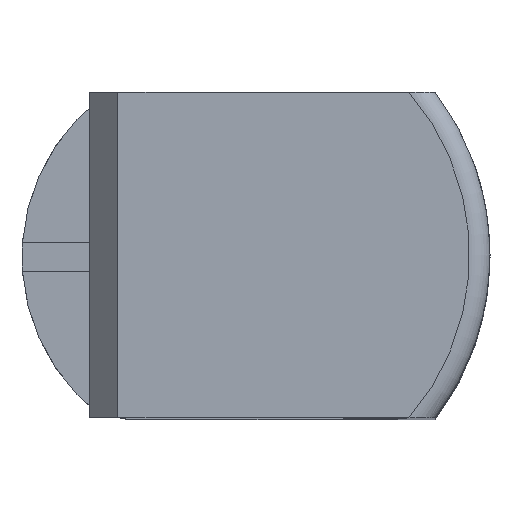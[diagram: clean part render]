
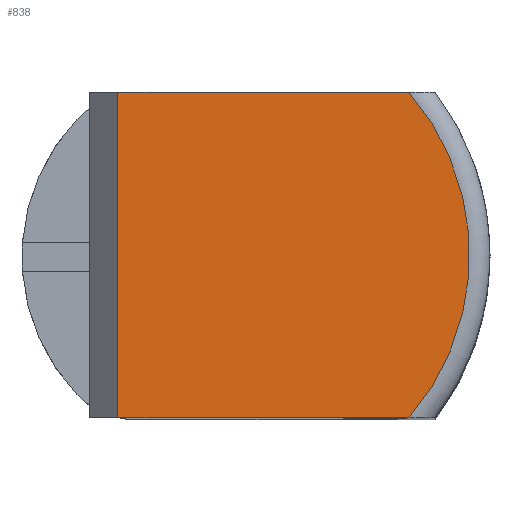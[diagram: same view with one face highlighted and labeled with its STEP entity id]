
A CAD part, top view. The second image highlights one B-rep face of the part: STEP entity #838.
In plain terms, the highlighted planar face has unit normal (0, 0, 1).
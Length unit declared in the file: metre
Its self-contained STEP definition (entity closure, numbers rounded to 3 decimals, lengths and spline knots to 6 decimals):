
#37=CIRCLE('',#896,0.0061);
#69=ORIENTED_EDGE('',*,*,#325,.T.);
#70=ORIENTED_EDGE('',*,*,#326,.T.);
#71=ORIENTED_EDGE('',*,*,#327,.F.);
#72=ORIENTED_EDGE('',*,*,#328,.T.);
#325=EDGE_CURVE('',#453,#454,#539,.T.);
#326=EDGE_CURVE('',#454,#455,#540,.T.);
#327=EDGE_CURVE('',#456,#455,#541,.T.);
#328=EDGE_CURVE('',#456,#453,#37,.T.);
#453=VERTEX_POINT('',#1216);
#454=VERTEX_POINT('',#1217);
#455=VERTEX_POINT('',#1219);
#456=VERTEX_POINT('',#1221);
#539=LINE('',#1215,#627);
#540=LINE('',#1218,#628);
#541=LINE('',#1220,#629);
#627=VECTOR('',#975,1.);
#628=VECTOR('',#976,1.);
#629=VECTOR('',#977,1.);
#715=EDGE_LOOP('',(#69,#70,#71,#72));
#763=FACE_BOUND('',#715,.T.);
#811=PLANE('',#895);
#838=ADVANCED_FACE('',(#763),#811,.T.);
#895=AXIS2_PLACEMENT_3D('',#1214,#973,#974);
#896=AXIS2_PLACEMENT_3D('',#1222,#978,#979);
#973=DIRECTION('',(0.,0.,1.));
#974=DIRECTION('',(0.,1.,0.));
#975=DIRECTION('',(-1.,0.,0.));
#976=DIRECTION('',(0.,-1.,0.));
#977=DIRECTION('',(-1.,0.,0.));
#978=DIRECTION('',(0.,0.,1.));
#979=DIRECTION('',(1.,0.,0.));
#1214=CARTESIAN_POINT('',(0.001513,0.00254,0.02851));
#1215=CARTESIAN_POINT('',(0.001179,0.004,0.02851));
#1216=CARTESIAN_POINT('',(0.004605,0.004,0.02851));
#1217=CARTESIAN_POINT('',(-0.002542,0.004,0.02851));
#1218=CARTESIAN_POINT('',(-0.002542,-0.004,0.02851));
#1219=CARTESIAN_POINT('',(-0.002542,-0.004,0.02851));
#1220=CARTESIAN_POINT('',(0.001179,-0.004,0.02851));
#1221=CARTESIAN_POINT('',(0.004605,-0.004,0.02851));
#1222=CARTESIAN_POINT('',(0.,0.,0.02851));
